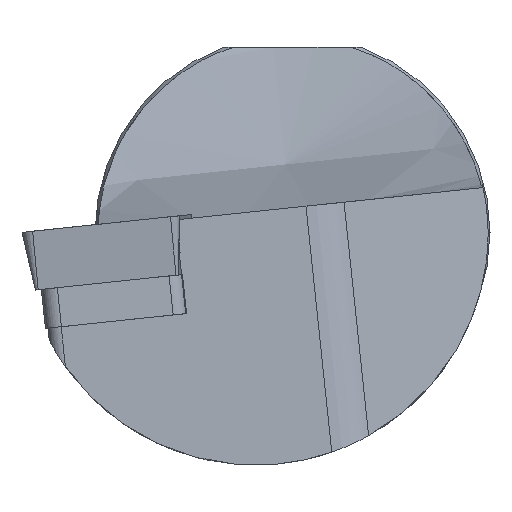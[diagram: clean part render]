
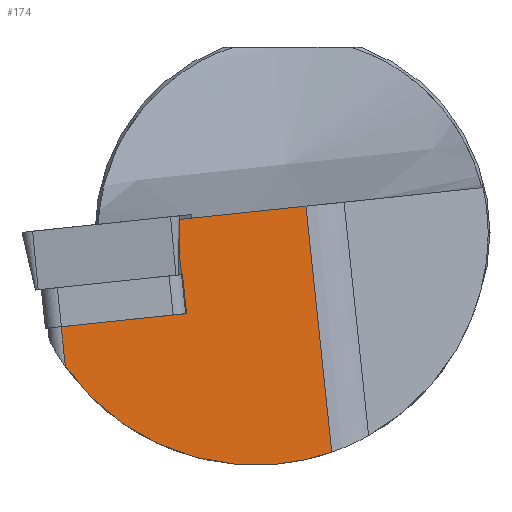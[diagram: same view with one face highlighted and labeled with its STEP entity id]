
A CAD part, left-side view. The second image highlights one B-rep face of the part: STEP entity #174.
In plain terms, the highlighted planar face has unit normal (-0.996, -0.086, 0.009).
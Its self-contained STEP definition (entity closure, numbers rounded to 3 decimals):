
#146=ELLIPSE('',#920,18.921,18.85);
#174=ADVANCED_FACE('',(#244),#219,.F.);
#219=PLANE('',#921);
#244=FACE_OUTER_BOUND('',#288,.T.);
#288=EDGE_LOOP('',(#490,#491,#492,#493,#494,#495,#496,#497));
#328=LINE('',#1214,#392);
#342=LINE('',#1247,#406);
#349=LINE('',#1274,#413);
#350=LINE('',#1276,#414);
#351=LINE('',#1280,#415);
#352=LINE('',#1282,#416);
#353=LINE('',#1284,#417);
#392=VECTOR('',#992,1.);
#406=VECTOR('',#1018,1.);
#413=VECTOR('',#1031,1.);
#414=VECTOR('',#1032,1.);
#415=VECTOR('',#1035,1.);
#416=VECTOR('',#1036,1.);
#417=VECTOR('',#1037,1.);
#490=ORIENTED_EDGE('',*,*,#791,.T.);
#491=ORIENTED_EDGE('',*,*,#792,.T.);
#492=ORIENTED_EDGE('',*,*,#793,.T.);
#493=ORIENTED_EDGE('',*,*,#794,.F.);
#494=ORIENTED_EDGE('',*,*,#795,.F.);
#495=ORIENTED_EDGE('',*,*,#796,.T.);
#496=ORIENTED_EDGE('',*,*,#781,.T.);
#497=ORIENTED_EDGE('',*,*,#765,.T.);
#688=VERTEX_POINT('',#1212);
#690=VERTEX_POINT('',#1215);
#703=VERTEX_POINT('',#1248);
#710=VERTEX_POINT('',#1275);
#711=VERTEX_POINT('',#1277);
#712=VERTEX_POINT('',#1279);
#713=VERTEX_POINT('',#1281);
#714=VERTEX_POINT('',#1283);
#765=EDGE_CURVE('',#690,#688,#328,.T.);
#781=EDGE_CURVE('',#703,#690,#342,.T.);
#791=EDGE_CURVE('',#688,#710,#349,.T.);
#792=EDGE_CURVE('',#710,#711,#350,.T.);
#793=EDGE_CURVE('',#711,#712,#146,.T.);
#794=EDGE_CURVE('',#713,#712,#351,.T.);
#795=EDGE_CURVE('',#714,#713,#352,.T.);
#796=EDGE_CURVE('',#714,#703,#353,.T.);
#920=AXIS2_PLACEMENT_3D('',#1278,#1033,#1034);
#921=AXIS2_PLACEMENT_3D('',#1285,#1038,#1039);
#992=DIRECTION('',(-0.087,0.991,-0.104));
#1018=DIRECTION('',(0.,-0.105,-0.995));
#1031=DIRECTION('',(-0.087,0.991,-0.104));
#1032=DIRECTION('',(0.,-0.105,-0.995));
#1033=DIRECTION('',(-0.996,-0.086,0.009));
#1034=DIRECTION('',(0.087,-0.991,0.104));
#1035=DIRECTION('',(0.,-0.105,-0.995));
#1036=DIRECTION('',(0.087,-0.991,0.104));
#1037=DIRECTION('',(-0.011,0.019,-1.));
#1038=DIRECTION('',(0.996,0.086,-0.009));
#1039=DIRECTION('',(0.086,-0.996,0.));
#1212=CARTESIAN_POINT('',(2.206,9.031,-6.621));
#1214=CARTESIAN_POINT('',(1.356,18.742,-7.641));
#1215=CARTESIAN_POINT('',(2.238,8.655,-6.581));
#1247=CARTESIAN_POINT('',(2.238,10.223,8.337));
#1248=CARTESIAN_POINT('',(2.238,9.178,-1.607));
#1274=CARTESIAN_POINT('',(1.356,18.742,-7.641));
#1275=CARTESIAN_POINT('',(1.356,18.742,-7.641));
#1276=CARTESIAN_POINT('',(1.356,16.959,-24.608));
#1277=CARTESIAN_POINT('',(1.356,18.403,-10.865));
#1278=CARTESIAN_POINT('',(2.788,3.,0.));
#1279=CARTESIAN_POINT('',(3.161,-3.185,-17.806));
#1280=CARTESIAN_POINT('',(3.161,-3.672,-22.439));
#1281=CARTESIAN_POINT('',(3.161,-1.09,2.125));
#1282=CARTESIAN_POINT('',(1.356,19.541,-0.043));
#1283=CARTESIAN_POINT('',(2.267,9.128,1.051));
#1284=CARTESIAN_POINT('',(2.218,9.214,-3.489));
#1285=CARTESIAN_POINT('',(1.356,16.959,-24.608));
